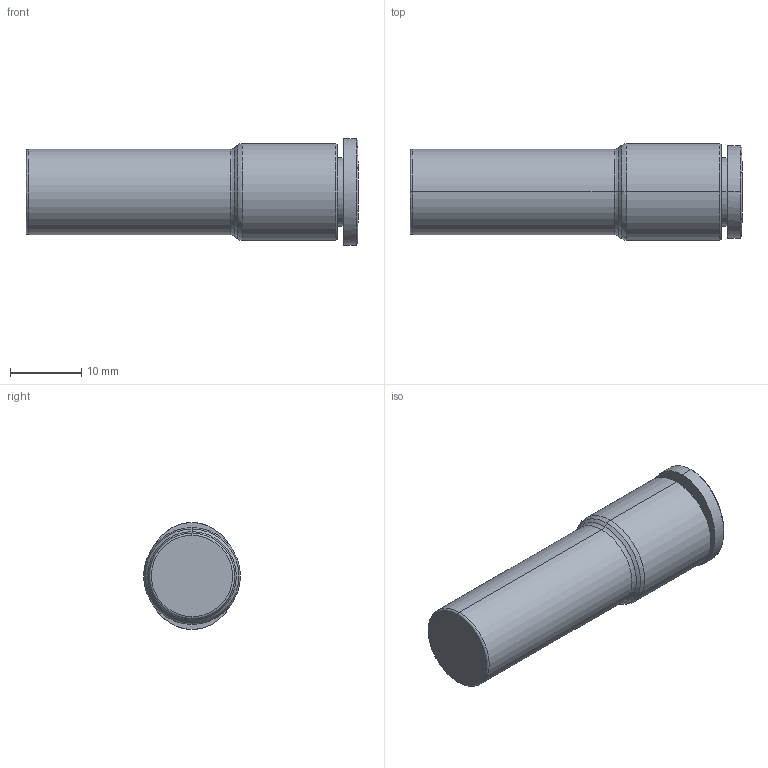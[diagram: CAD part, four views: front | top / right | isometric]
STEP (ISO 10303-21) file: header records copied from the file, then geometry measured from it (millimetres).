
FILE_DESCRIPTION (( 'STEP AP214' ), '1' );
FILE_NAME ('PGJ12-08.stp', '2015-08-18T14:29:19', ( '' ), ( '' ), 'SwSTEP 2.0', 'SolidWorks 2015', '' );
FILE_SCHEMA (( 'AUTOMOTIVE_DESIGN' ));
Length unit declared in the file: millimetre
Products named in the file (2): PGJ12-08; ｦ+ﾃｦ1
Assembly tree (1 placements, depth 2):
  PGJ12-08
    ｦ+ﾃｦ1
Bounding box: 46.6 x 13.6 x 15 mm (x, y, z)
Volume: 4825.3 mm3; surface area: 2711.9 mm2
Topology: 1 solids, 1 shells, 397 faces, 1114 edges, 738 vertices
Faces by surface type: plane 338, bspline 34, cylinder 15, cone 8, torus 2
Entity records: 13688 total; most frequent: CARTESIAN_POINT 3484, ORIENTED_EDGE 2228, DIRECTION 1820, EDGE_CURVE 1114, LINE 990, VECTOR 990, VERTEX_POINT 738, EDGE_LOOP 416
